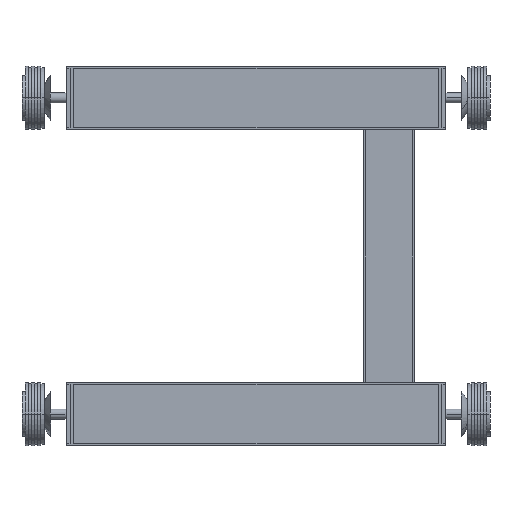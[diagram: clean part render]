
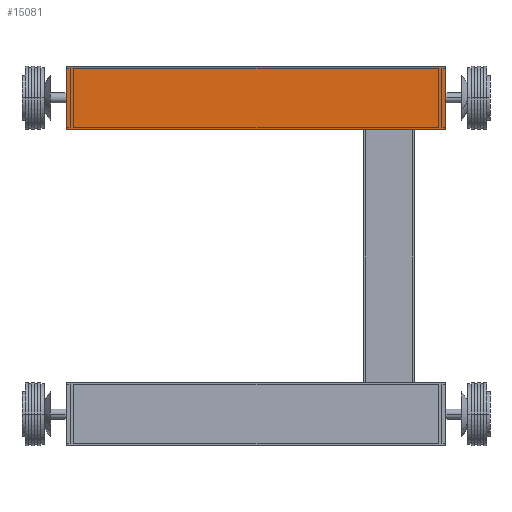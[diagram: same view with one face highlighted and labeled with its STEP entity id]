
A CAD part, front view. The second image highlights one B-rep face of the part: STEP entity #15081.
In plain terms, the highlighted planar face has unit normal (0, -1, 0).
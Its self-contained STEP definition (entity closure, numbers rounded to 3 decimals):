
#13176 = CARTESIAN_POINT ( 'NONE',  ( -470., -74.456, 400. ) ) ;
#13217 = CARTESIAN_POINT ( 'NONE',  ( 130., -74.456, 400. ) ) ;
#13233 = DIRECTION ( 'NONE',  ( 0., 0., 1. ) ) ;
#13234 = VECTOR ( 'NONE', #13233, 1000. ) ;
#13235 = CARTESIAN_POINT ( 'NONE',  ( 130., -74.456, 400. ) ) ;
#13236 = LINE ( 'NONE', #13235, #13234 ) ;
#13237 = CARTESIAN_POINT ( 'NONE',  ( 130., -74.456, 500. ) ) ;
#13243 = CARTESIAN_POINT ( 'NONE',  ( -470., -74.456, 500. ) ) ;
#13281 = DIRECTION ( 'NONE',  ( 1., 0., 0. ) ) ;
#13282 = VECTOR ( 'NONE', #13281, 1000. ) ;
#13283 = CARTESIAN_POINT ( 'NONE',  ( -470., -74.456, 400. ) ) ;
#13284 = LINE ( 'NONE', #13283, #13282 ) ;
#13285 = LINE ( 'NONE', #13351, #13350 ) ;
#13304 = DIRECTION ( 'NONE',  ( 1., 0., 0. ) ) ;
#13305 = VECTOR ( 'NONE', #13304, 1000. ) ;
#13306 = CARTESIAN_POINT ( 'NONE',  ( -470., -74.456, 500. ) ) ;
#13307 = LINE ( 'NONE', #13306, #13305 ) ;
#13343 = DIRECTION ( 'NONE',  ( 1., 0., 0. ) ) ;
#13344 = DIRECTION ( 'NONE',  ( 0., -1., 0. ) ) ;
#13345 = CARTESIAN_POINT ( 'NONE',  ( -470., -74.456, 400. ) ) ;
#13346 = AXIS2_PLACEMENT_3D ( 'NONE', #13345, #13344, #13343 ) ;
#13347 = PLANE ( 'NONE',  #13346 ) ;
#13348 = FACE_OUTER_BOUND ( 'NONE', #15082, .T. ) ;
#13349 = DIRECTION ( 'NONE',  ( 0., 0., -1. ) ) ;
#13350 = VECTOR ( 'NONE', #13349, 1000. ) ;
#13351 = CARTESIAN_POINT ( 'NONE',  ( -470., -74.456, 400. ) ) ;
#14977 = VERTEX_POINT ( 'NONE', #13176 ) ;
#15015 = VERTEX_POINT ( 'NONE', #13243 ) ;
#15022 = VERTEX_POINT ( 'NONE', #13237 ) ;
#15024 = EDGE_CURVE ( 'NONE', #15038, #15022, #13236, .T. ) ;
#15038 = VERTEX_POINT ( 'NONE', #13217 ) ;
#15040 = EDGE_CURVE ( 'NONE', #14977, #15038, #13284, .T. ) ;
#15061 = ORIENTED_EDGE ( 'NONE', *, *, #15062, .F. ) ;
#15062 = EDGE_CURVE ( 'NONE', #15015, #15022, #13307, .T. ) ;
#15075 = EDGE_CURVE ( 'NONE', #15015, #14977, #13285, .T. ) ;
#15081 = ADVANCED_FACE ( 'NONE', ( #13348 ), #13347, .T. ) ;
#15082 = EDGE_LOOP ( 'NONE', ( #15083, #15084, #15085, #15061 ) ) ;
#15083 = ORIENTED_EDGE ( 'NONE', *, *, #15075, .T. ) ;
#15084 = ORIENTED_EDGE ( 'NONE', *, *, #15040, .T. ) ;
#15085 = ORIENTED_EDGE ( 'NONE', *, *, #15024, .T. ) ;
